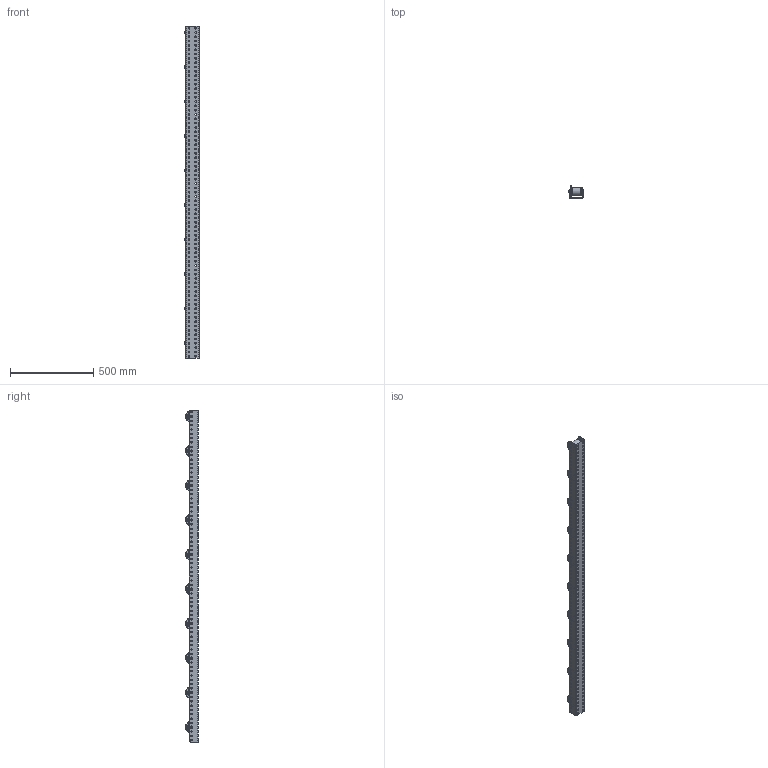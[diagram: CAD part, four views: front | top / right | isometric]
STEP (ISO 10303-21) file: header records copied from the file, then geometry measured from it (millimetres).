
FILE_DESCRIPTION (( 'STEP AP214' ), '1' );
FILE_NAME ('0040319.step', '2021-11-02T12:23:49', ( '' ), ( '' ), 'SwSTEP 2.0', 'SolidWorks 2020', '' );
FILE_SCHEMA (( 'AUTOMOTIVE_DESIGN' ));
Length unit declared in the file: millimetre
Products named in the file (1): 0040319
Bounding box: 95.3 x 77.97 x 2000 mm (x, y, z)
Volume: 2301677.1 mm3; surface area: 999829.9 mm2
Topology: 31 solids, 31 shells, 1864 faces, 4416 edges, 2724 vertices
Faces by surface type: cylinder 864, plane 360, torus 320, cone 320
Entity records: 77848 total; most frequent: CARTESIAN_POINT 11045, DIRECTION 10574, ORIENTED_EDGE 8832, AXIS2_PLACEMENT_3D 4653, EDGE_CURVE 4416, CIRCLE 2788, VERTEX_POINT 2724, EDGE_LOOP 2630
